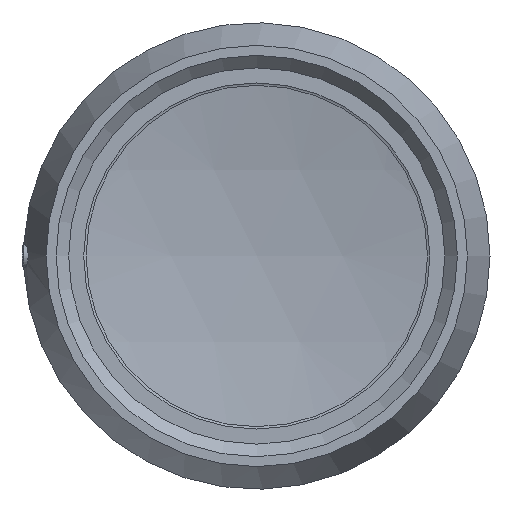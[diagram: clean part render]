
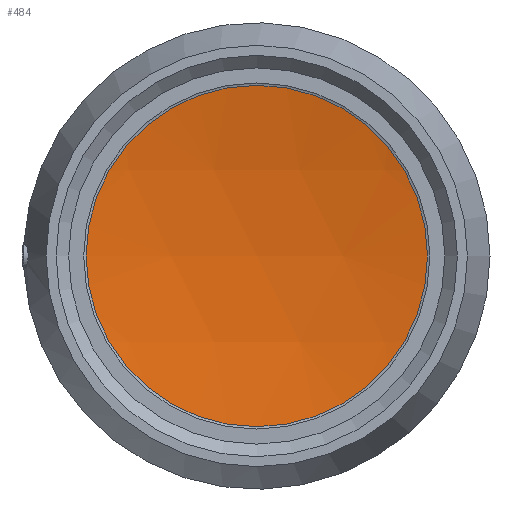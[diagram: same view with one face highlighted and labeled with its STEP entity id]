
A CAD part, left-side view. The second image highlights one B-rep face of the part: STEP entity #484.
In plain terms, the highlighted spherical face has radius 601.245 mm.
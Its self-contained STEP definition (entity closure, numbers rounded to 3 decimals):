
#58=SPHERICAL_SURFACE('',#547,601.245);
#66=FACE_OUTER_BOUND('',#105,.T.);
#105=EDGE_LOOP('',(#345));
#180=CIRCLE('',#537,113.443);
#218=VERTEX_POINT('',#790);
#259=EDGE_CURVE('',#218,#218,#180,.T.);
#345=ORIENTED_EDGE('',*,*,#259,.F.);
#484=ADVANCED_FACE('',(#66),#58,.F.);
#537=AXIS2_PLACEMENT_3D('',#791,#622,#623);
#547=AXIS2_PLACEMENT_3D('',#806,#643,#644);
#622=DIRECTION('center_axis',(1.,0.,0.));
#623=DIRECTION('ref_axis',(0.,0.,-1.));
#643=DIRECTION('center_axis',(0.,0.,1.));
#644=DIRECTION('ref_axis',(1.,0.,0.));
#790=CARTESIAN_POINT('',(123.867,0.,113.443));
#791=CARTESIAN_POINT('Origin',(123.867,0.,0.));
#806=CARTESIAN_POINT('Origin',(-466.579,0.,
0.));
